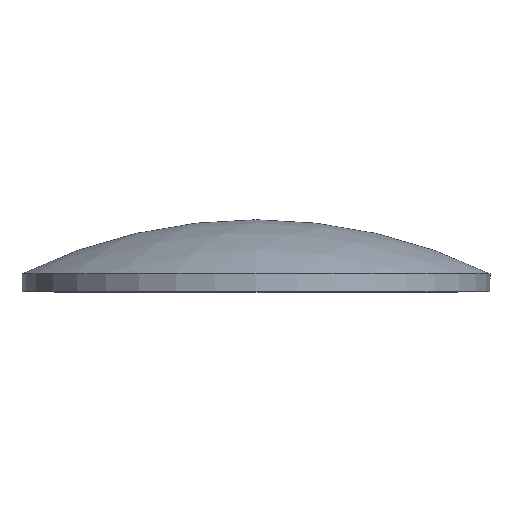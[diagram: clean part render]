
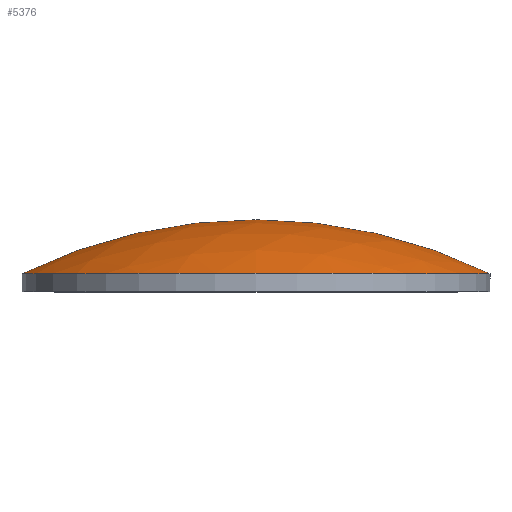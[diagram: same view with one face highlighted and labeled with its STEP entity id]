
A CAD part, top view. The second image highlights one B-rep face of the part: STEP entity #5376.
In plain terms, the highlighted spherical face has radius 59.333 mm.
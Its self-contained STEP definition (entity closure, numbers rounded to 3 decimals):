
#46 = CIRCLE ( 'NONE', #12468, 59.333 ) ;
#86 = ORIENTED_EDGE ( 'NONE', *, *, #5864, .T. ) ;
#638 = CARTESIAN_POINT ( 'NONE',  ( 0., -51.333, 0. ) ) ;
#685 = DIRECTION ( 'NONE',  ( 0., 0., 1. ) ) ;
#741 = DIRECTION ( 'NONE',  ( 1., 0., 0. ) ) ;
#1183 = AXIS2_PLACEMENT_3D ( 'NONE', #8632, #10585, #12597 ) ;
#1221 = SPHERICAL_SURFACE ( 'NONE', #2431, 59.333 ) ;
#1754 = CARTESIAN_POINT ( 'NONE',  ( 26., 2., 0. ) ) ;
#2431 = AXIS2_PLACEMENT_3D ( 'NONE', #638, #685, #7532 ) ;
#3366 = EDGE_CURVE ( 'NONE', #8428, #9216, #5166, .T. ) ;
#5166 = CIRCLE ( 'NONE', #1183, 59.333 ) ;
#5376 = ADVANCED_FACE ( 'NONE', ( #12184 ), #1221, .T. ) ;
#5556 = CARTESIAN_POINT ( 'NONE',  ( 0., 2., 0. ) ) ;
#5700 = CIRCLE ( 'NONE', #12354, 26. ) ;
#5726 = DIRECTION ( 'NONE',  ( 0., -1., 0. ) ) ;
#5864 = EDGE_CURVE ( 'NONE', #8428, #5869, #46, .T. ) ;
#5869 = VERTEX_POINT ( 'NONE', #8770 ) ;
#6921 = DIRECTION ( 'NONE',  ( 1., 0., 0. ) ) ;
#7400 = CARTESIAN_POINT ( 'NONE',  ( 0., 8., 0. ) ) ;
#7532 = DIRECTION ( 'NONE',  ( 1., 0., 0. ) ) ;
#7783 = EDGE_LOOP ( 'NONE', ( #8153, #86, #8329 ) ) ;
#8153 = ORIENTED_EDGE ( 'NONE', *, *, #3366, .F. ) ;
#8329 = ORIENTED_EDGE ( 'NONE', *, *, #9855, .F. ) ;
#8428 = VERTEX_POINT ( 'NONE', #7400 ) ;
#8632 = CARTESIAN_POINT ( 'NONE',  ( 0., -51.333, 0. ) ) ;
#8770 = CARTESIAN_POINT ( 'NONE',  ( -26., 2., 0. ) ) ;
#9216 = VERTEX_POINT ( 'NONE', #1754 ) ;
#9855 = EDGE_CURVE ( 'NONE', #9216, #5869, #5700, .T. ) ;
#10425 = CARTESIAN_POINT ( 'NONE',  ( 0., -51.333, 0. ) ) ;
#10585 = DIRECTION ( 'NONE',  ( 0., 0., -1. ) ) ;
#10877 = DIRECTION ( 'NONE',  ( 0., 0., 1. ) ) ;
#12184 = FACE_OUTER_BOUND ( 'NONE', #7783, .T. ) ;
#12354 = AXIS2_PLACEMENT_3D ( 'NONE', #5556, #5726, #741 ) ;
#12468 = AXIS2_PLACEMENT_3D ( 'NONE', #10425, #10877, #6921 ) ;
#12597 = DIRECTION ( 'NONE',  ( -1., 0., 0. ) ) ;
